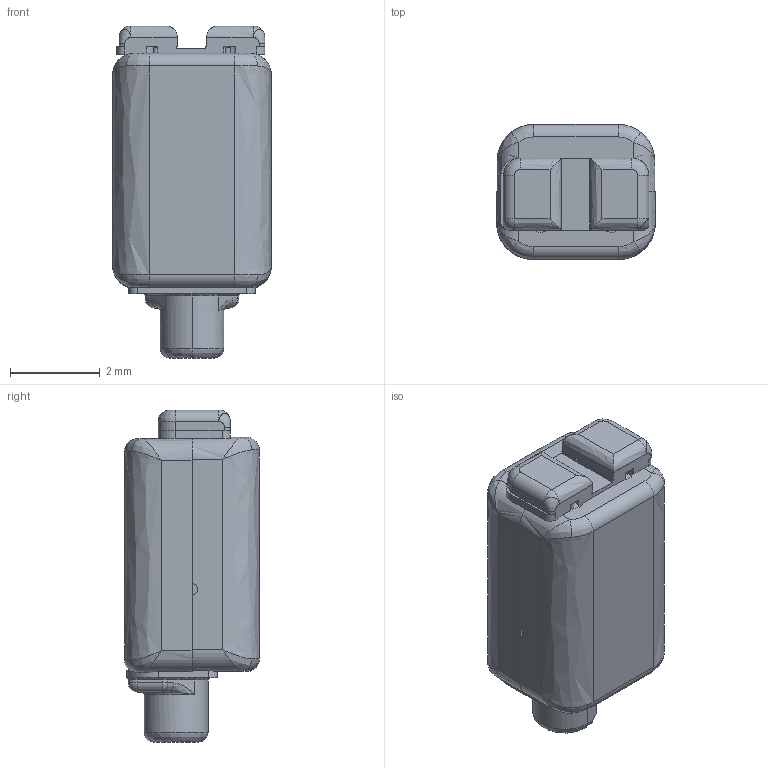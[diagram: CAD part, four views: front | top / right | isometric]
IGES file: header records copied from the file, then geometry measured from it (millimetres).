
Start section:  PTC IGES file: wbhc-23911-000_sw0001.igs
Global section: file name: wbhc-23911-000_sw0001.igs; native system: Pro/ENGINEER by Parametric Technology Corporation; preprocessor: 2011220; author: oqiu; organization: Unknown; date: 20120919.135109; units: inch
Bounding box: 3.53 x 3 x 7.38 mm (x, y, z)
Volume: 18.4 mm3; surface area: 232.6 mm2
Topology: 2 solids, 3 shells, 485 faces, 1190 edges, 719 vertices
Faces by surface type: revolution 254, bspline 231
